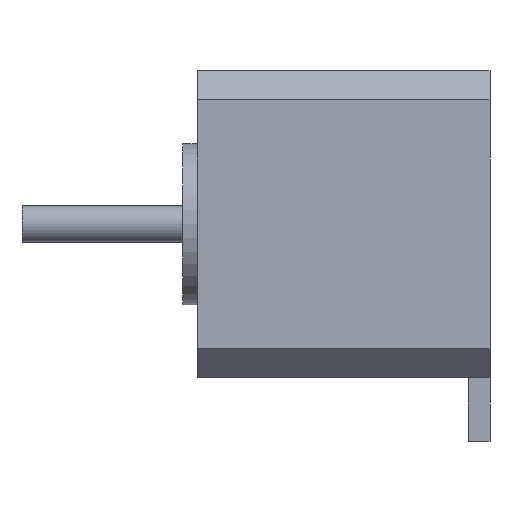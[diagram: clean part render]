
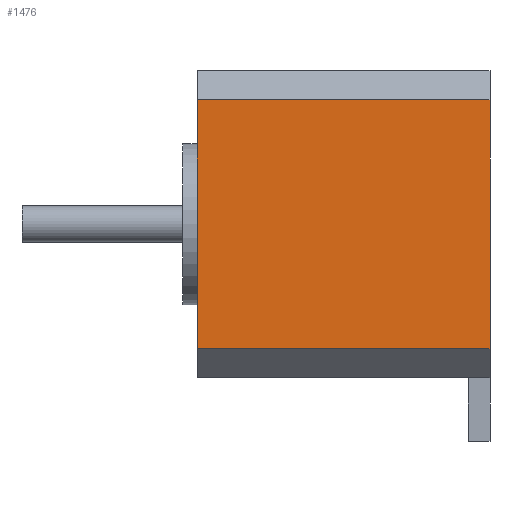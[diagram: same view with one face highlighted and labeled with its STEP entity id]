
A CAD part, left-side view. The second image highlights one B-rep face of the part: STEP entity #1476.
In plain terms, the highlighted planar face has unit normal (-1, 0, 0).
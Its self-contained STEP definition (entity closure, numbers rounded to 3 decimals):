
#57 = PLANE ( 'NONE',  #1326 ) ;
#93 = CARTESIAN_POINT ( 'NONE',  ( 54.5, 41.526, -39.393 ) ) ;
#129 = CARTESIAN_POINT ( 'NONE',  ( 54.5, 41.526, -73.407 ) ) ;
#134 = EDGE_CURVE ( 'NONE', #1078, #762, #1112, .T. ) ;
#187 = DIRECTION ( 'NONE',  ( 0., 0., -1. ) ) ;
#232 = LINE ( 'NONE', #93, #1408 ) ;
#274 = VERTEX_POINT ( 'NONE', #1333 ) ;
#343 = DIRECTION ( 'NONE',  ( 0., 0., 1. ) ) ;
#356 = ORIENTED_EDGE ( 'NONE', *, *, #1216, .F. ) ;
#456 = DIRECTION ( 'NONE',  ( 0., -1., 0. ) ) ;
#500 = ORIENTED_EDGE ( 'NONE', *, *, #134, .F. ) ;
#581 = LINE ( 'NONE', #129, #846 ) ;
#658 = DIRECTION ( 'NONE',  ( 0., 0., 1. ) ) ;
#762 = VERTEX_POINT ( 'NONE', #1304 ) ;
#820 = DIRECTION ( 'NONE',  ( 0., -1., 0. ) ) ;
#846 = VECTOR ( 'NONE', #820, 1000. ) ;
#869 = DIRECTION ( 'NONE',  ( 1., 0., 0. ) ) ;
#873 = CARTESIAN_POINT ( 'NONE',  ( 54.5, 41.526, -73.407 ) ) ;
#875 = VECTOR ( 'NONE', #658, 1000. ) ;
#985 = CARTESIAN_POINT ( 'NONE',  ( 54.5, 41.526, -73.407 ) ) ;
#994 = VECTOR ( 'NONE', #343, 1000. ) ;
#1059 = VERTEX_POINT ( 'NONE', #1330 ) ;
#1078 = VERTEX_POINT ( 'NONE', #873 ) ;
#1112 = LINE ( 'NONE', #985, #875 ) ;
#1196 = EDGE_LOOP ( 'NONE', ( #1344, #1471, #356, #500 ) ) ;
#1216 = EDGE_CURVE ( 'NONE', #762, #274, #232, .T. ) ;
#1299 = EDGE_CURVE ( 'NONE', #1059, #274, #1339, .T. ) ;
#1304 = CARTESIAN_POINT ( 'NONE',  ( 54.5, 41.526, -39.393 ) ) ;
#1309 = FACE_OUTER_BOUND ( 'NONE', #1196, .T. ) ;
#1325 = CARTESIAN_POINT ( 'NONE',  ( 54.5, 41.526, -73.407 ) ) ;
#1326 = AXIS2_PLACEMENT_3D ( 'NONE', #1325, #869, #187 ) ;
#1330 = CARTESIAN_POINT ( 'NONE',  ( 54.5, 1.526, -73.407 ) ) ;
#1333 = CARTESIAN_POINT ( 'NONE',  ( 54.5, 1.526, -39.393 ) ) ;
#1339 = LINE ( 'NONE', #1374, #994 ) ;
#1344 = ORIENTED_EDGE ( 'NONE', *, *, #1378, .T. ) ;
#1374 = CARTESIAN_POINT ( 'NONE',  ( 54.5, 1.526, -86.1 ) ) ;
#1378 = EDGE_CURVE ( 'NONE', #1078, #1059, #581, .T. ) ;
#1408 = VECTOR ( 'NONE', #456, 1000. ) ;
#1471 = ORIENTED_EDGE ( 'NONE', *, *, #1299, .T. ) ;
#1476 = ADVANCED_FACE ( 'NONE', ( #1309 ), #57, .F. ) ;
